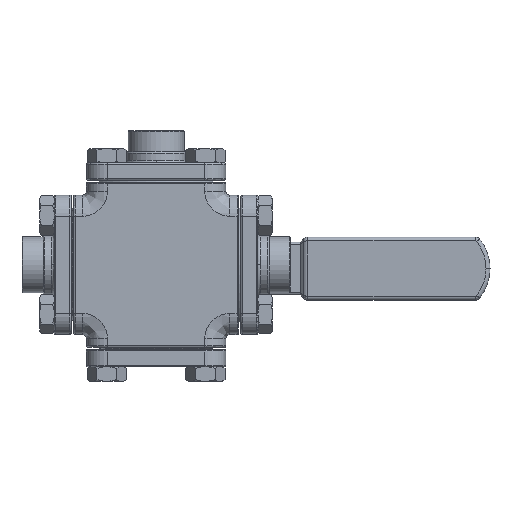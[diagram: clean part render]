
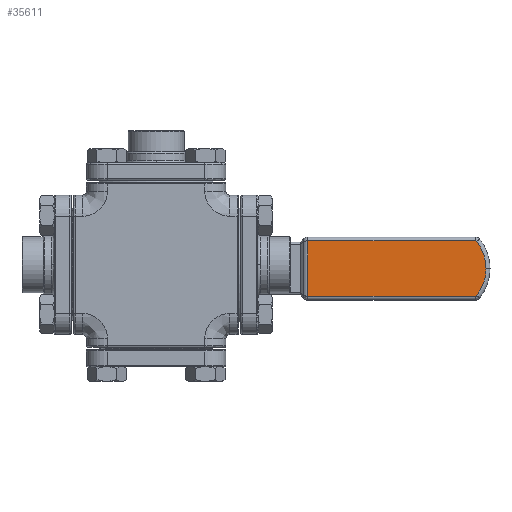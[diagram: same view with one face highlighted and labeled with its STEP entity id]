
A CAD part, front view. The second image highlights one B-rep face of the part: STEP entity #35611.
In plain terms, the highlighted planar face has unit normal (0, -1, 0).
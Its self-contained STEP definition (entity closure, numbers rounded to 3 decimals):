
#2012 = EDGE_CURVE ( 'NONE', #31835, #31812, #25009, .T. ) ;
#5059 =( BOUNDED_CURVE ( )  B_SPLINE_CURVE ( 3, ( #31953, #31915, #31957, #31959 ),
 .UNSPECIFIED., .F., .F. ) 
 B_SPLINE_CURVE_WITH_KNOTS ( ( 4, 4 ),
 ( 0., 1. ),
 .UNSPECIFIED. ) 
 CURVE ( )  GEOMETRIC_REPRESENTATION_ITEM ( )  RATIONAL_B_SPLINE_CURVE ( ( 1., 0.934, 0.934, 1. ) ) 
 REPRESENTATION_ITEM ( '' )  );
#5344 =( BOUNDED_CURVE ( )  B_SPLINE_CURVE ( 3, ( #32060, #32055, #32056, #32061 ),
 .UNSPECIFIED., .F., .F. ) 
 B_SPLINE_CURVE_WITH_KNOTS ( ( 4, 4 ),
 ( 0., 1. ),
 .UNSPECIFIED. ) 
 CURVE ( )  GEOMETRIC_REPRESENTATION_ITEM ( )  RATIONAL_B_SPLINE_CURVE ( ( 1., 0.934, 0.934, 1. ) ) 
 REPRESENTATION_ITEM ( '' )  );
#5423 = B_SPLINE_CURVE_WITH_KNOTS ( 'NONE', 3,
 ( #32129, #32126, #32134, #32135, #32136, #32137, #32138, #32139, #32140, #32141, #32142, #32143, #32144, #32145, #32146, #32147, #32148, #32149 ),
 .UNSPECIFIED., .F., .F.,
 ( 4, 1, 1, 2, 2, 2, 1, 1, 2, 2, 4 ),
 ( 0., 0.125, 0.187, 0.219, 0.25, 0.5, 0.625, 0.687, 0.719, 0.75, 1. ),
 .UNSPECIFIED. ) ;
#5450 = B_SPLINE_CURVE_WITH_KNOTS ( 'NONE', 3,
 ( #32132, #32150, #32154, #32155, #32156, #32157, #32158, #32159, #32160, #32161, #32162, #32163, #32164, #32165, #32166, #32167, #32168, #32169 ),
 .UNSPECIFIED., .F., .F.,
 ( 4, 1, 1, 2, 2, 2, 1, 1, 2, 2, 4 ),
 ( 0., 0.125, 0.188, 0.219, 0.25, 0.5, 0.625, 0.688, 0.719, 0.75, 1. ),
 .UNSPECIFIED. ) ;
#5645 = FACE_OUTER_BOUND ( 'NONE', #34287, .T. ) ;
#13412 = EDGE_CURVE ( 'NONE', #31818, #31827, #5059, .T. ) ;
#13422 = EDGE_CURVE ( 'NONE', #31825, #31841, #5344, .T. ) ;
#13452 = EDGE_CURVE ( 'NONE', #31812, #31827, #22504, .T. ) ;
#13453 = EDGE_CURVE ( 'NONE', #31818, #31856, #5423, .T. ) ;
#13455 = EDGE_CURVE ( 'NONE', #31856, #31841, #5450, .T. ) ;
#13456 = EDGE_CURVE ( 'NONE', #31825, #31835, #22510, .T. ) ;
#17383 = AXIS2_PLACEMENT_3D ( 'NONE', #20018, #20022, #20023 ) ;
#20018 = CARTESIAN_POINT ( 'NONE',  ( 57.652, 66.51, -11.9 ) ) ;
#20020 = PLANE ( 'NONE',  #17383 ) ;
#20022 = DIRECTION ( 'NONE',  ( 0., -1., 0. ) ) ;
#20023 = DIRECTION ( 'NONE',  ( 1., 0., 0. ) ) ;
#22504 = LINE ( 'NONE', #32111, #22509 ) ;
#22506 = VECTOR ( 'NONE', #32171, 1000. ) ;
#22509 = VECTOR ( 'NONE', #32130, 1000. ) ;
#22510 = LINE ( 'NONE', #32170, #22506 ) ;
#25009 = LINE ( 'NONE', #30841, #25013 ) ;
#25013 = VECTOR ( 'NONE', #30839, 1000. ) ;
#30839 = DIRECTION ( 'NONE',  ( 0., 0., -1. ) ) ;
#30841 = CARTESIAN_POINT ( 'NONE',  ( 57.652, 66.51, -1.4 ) ) ;
#31062 = ORIENTED_EDGE ( 'NONE', *, *, #13455, .T. ) ;
#31098 = ORIENTED_EDGE ( 'NONE', *, *, #13452, .T. ) ;
#31132 = ORIENTED_EDGE ( 'NONE', *, *, #2012, .T. ) ;
#31205 = ORIENTED_EDGE ( 'NONE', *, *, #13412, .F. ) ;
#31265 = ORIENTED_EDGE ( 'NONE', *, *, #13453, .T. ) ;
#31484 = ORIENTED_EDGE ( 'NONE', *, *, #13422, .F. ) ;
#31558 = ORIENTED_EDGE ( 'NONE', *, *, #13456, .T. ) ;
#31812 = VERTEX_POINT ( 'NONE', #39185 ) ;
#31818 = VERTEX_POINT ( 'NONE', #39188 ) ;
#31825 = VERTEX_POINT ( 'NONE', #39192 ) ;
#31827 = VERTEX_POINT ( 'NONE', #39193 ) ;
#31835 = VERTEX_POINT ( 'NONE', #39197 ) ;
#31841 = VERTEX_POINT ( 'NONE', #39200 ) ;
#31856 = VERTEX_POINT ( 'NONE', #39207 ) ;
#31915 = CARTESIAN_POINT ( 'NONE',  ( 121.784, 66.51, -11.833 ) ) ;
#31953 = CARTESIAN_POINT ( 'NONE',  ( 121.88, 66.51, -11.713 ) ) ;
#31957 = CARTESIAN_POINT ( 'NONE',  ( 121.644, 66.51, -11.9 ) ) ;
#31959 = CARTESIAN_POINT ( 'NONE',  ( 121.49, 66.51, -11.9 ) ) ;
#32055 = CARTESIAN_POINT ( 'NONE',  ( 121.644, 66.51, 9.1 ) ) ;
#32056 = CARTESIAN_POINT ( 'NONE',  ( 121.784, 66.51, 9.033 ) ) ;
#32060 = CARTESIAN_POINT ( 'NONE',  ( 121.49, 66.51, 9.1 ) ) ;
#32061 = CARTESIAN_POINT ( 'NONE',  ( 121.88, 66.51, 8.913 ) ) ;
#32111 = CARTESIAN_POINT ( 'NONE',  ( 91.78, 66.51, -11.9 ) ) ;
#32126 = CARTESIAN_POINT ( 'NONE',  ( 122.169, 66.51, -11.352 ) ) ;
#32129 = CARTESIAN_POINT ( 'NONE',  ( 121.88, 66.51, -11.713 ) ) ;
#32130 = DIRECTION ( 'NONE',  ( 1., 0., 0. ) ) ;
#32132 = CARTESIAN_POINT ( 'NONE',  ( 125.5, 66.51, -1.4 ) ) ;
#32134 = CARTESIAN_POINT ( 'NONE',  ( 122.578, 66.51, -10.795 ) ) ;
#32135 = CARTESIAN_POINT ( 'NONE',  ( 123.013, 66.51, -10.117 ) ) ;
#32136 = CARTESIAN_POINT ( 'NONE',  ( 123.19, 66.51, -9.82 ) ) ;
#32137 = CARTESIAN_POINT ( 'NONE',  ( 123.307, 66.51, -9.621 ) ) ;
#32138 = CARTESIAN_POINT ( 'NONE',  ( 123.363, 66.51, -9.522 ) ) ;
#32139 = CARTESIAN_POINT ( 'NONE',  ( 123.875, 66.51, -8.601 ) ) ;
#32140 = CARTESIAN_POINT ( 'NONE',  ( 124.258, 66.51, -7.749 ) ) ;
#32141 = CARTESIAN_POINT ( 'NONE',  ( 124.724, 66.51, -6.423 ) ) ;
#32142 = CARTESIAN_POINT ( 'NONE',  ( 124.928, 66.51, -5.752 ) ) ;
#32143 = CARTESIAN_POINT ( 'NONE',  ( 125.115, 66.51, -4.956 ) ) ;
#32144 = CARTESIAN_POINT ( 'NONE',  ( 125.185, 66.51, -4.613 ) ) ;
#32145 = CARTESIAN_POINT ( 'NONE',  ( 125.229, 66.51, -4.383 ) ) ;
#32146 = CARTESIAN_POINT ( 'NONE',  ( 125.25, 66.51, -4.266 ) ) ;
#32147 = CARTESIAN_POINT ( 'NONE',  ( 125.423, 66.51, -3.242 ) ) ;
#32148 = CARTESIAN_POINT ( 'NONE',  ( 125.5, 66.51, -2.324 ) ) ;
#32149 = CARTESIAN_POINT ( 'NONE',  ( 125.5, 66.51, -1.4 ) ) ;
#32150 = CARTESIAN_POINT ( 'NONE',  ( 125.5, 66.51, -0.938 ) ) ;
#32154 = CARTESIAN_POINT ( 'NONE',  ( 125.471, 66.51, -0.248 ) ) ;
#32155 = CARTESIAN_POINT ( 'NONE',  ( 125.387, 66.51, 0.554 ) ) ;
#32156 = CARTESIAN_POINT ( 'NONE',  ( 125.34, 66.51, 0.896 ) ) ;
#32157 = CARTESIAN_POINT ( 'NONE',  ( 125.306, 66.51, 1.124 ) ) ;
#32158 = CARTESIAN_POINT ( 'NONE',  ( 125.288, 66.51, 1.237 ) ) ;
#32159 = CARTESIAN_POINT ( 'NONE',  ( 125.113, 66.51, 2.276 ) ) ;
#32160 = CARTESIAN_POINT ( 'NONE',  ( 124.879, 66.51, 3.181 ) ) ;
#32161 = CARTESIAN_POINT ( 'NONE',  ( 124.414, 66.51, 4.507 ) ) ;
#32162 = CARTESIAN_POINT ( 'NONE',  ( 124.154, 66.51, 5.158 ) ) ;
#32163 = CARTESIAN_POINT ( 'NONE',  ( 123.803, 66.51, 5.896 ) ) ;
#32164 = CARTESIAN_POINT ( 'NONE',  ( 123.642, 66.51, 6.208 ) ) ;
#32165 = CARTESIAN_POINT ( 'NONE',  ( 123.533, 66.51, 6.414 ) ) ;
#32166 = CARTESIAN_POINT ( 'NONE',  ( 123.476, 66.51, 6.519 ) ) ;
#32167 = CARTESIAN_POINT ( 'NONE',  ( 122.971, 66.51, 7.427 ) ) ;
#32168 = CARTESIAN_POINT ( 'NONE',  ( 122.458, 66.51, 8.191 ) ) ;
#32169 = CARTESIAN_POINT ( 'NONE',  ( 121.88, 66.51, 8.913 ) ) ;
#32170 = CARTESIAN_POINT ( 'NONE',  ( 91.78, 66.51, 9.1 ) ) ;
#32171 = DIRECTION ( 'NONE',  ( -1., 0., 0. ) ) ;
#34287 = EDGE_LOOP ( 'NONE', ( #31484, #31558, #31132, #31098, #31205, #31265, #31062 ) ) ;
#35611 = ADVANCED_FACE ( 'NONE', ( #5645 ), #20020, .T. ) ;
#39185 = CARTESIAN_POINT ( 'NONE',  ( 57.652, 66.51, -11.9 ) ) ;
#39188 = CARTESIAN_POINT ( 'NONE',  ( 121.88, 66.51, -11.713 ) ) ;
#39192 = CARTESIAN_POINT ( 'NONE',  ( 121.49, 66.51, 9.1 ) ) ;
#39193 = CARTESIAN_POINT ( 'NONE',  ( 121.49, 66.51, -11.9 ) ) ;
#39197 = CARTESIAN_POINT ( 'NONE',  ( 57.652, 66.51, 9.1 ) ) ;
#39200 = CARTESIAN_POINT ( 'NONE',  ( 121.88, 66.51, 8.913 ) ) ;
#39207 = CARTESIAN_POINT ( 'NONE',  ( 125.5, 66.51, -1.4 ) ) ;
